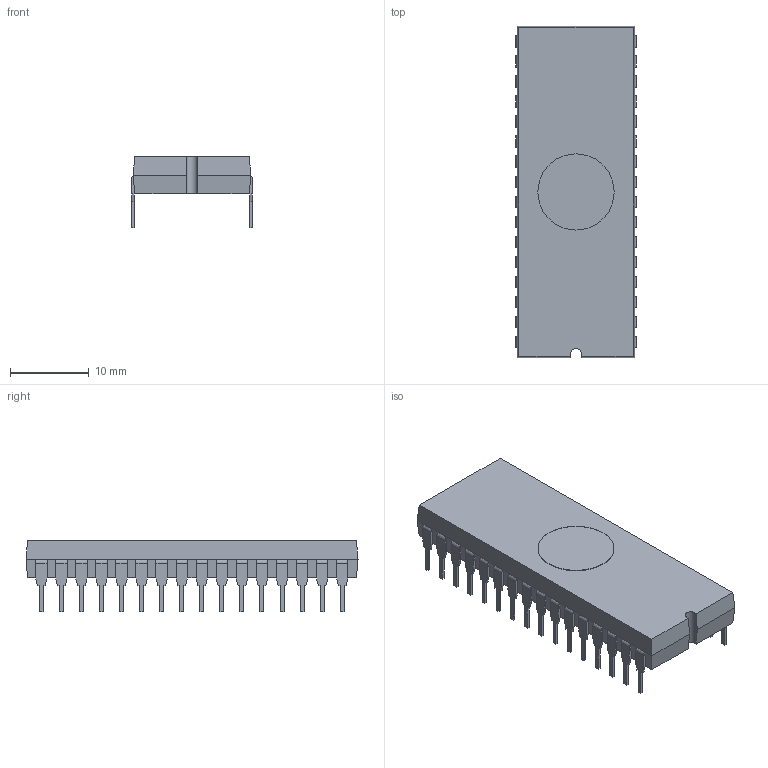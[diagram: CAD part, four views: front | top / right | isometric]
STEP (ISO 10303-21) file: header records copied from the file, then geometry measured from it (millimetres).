
FILE_DESCRIPTION (( 'STEP AP214' ), '1' );
FILE_NAME ('23C35F4E-5A1D-4FA7-B426-B2BD3E02ADED.STEP', '2008-07-03T18:21:02', ( 'SysAdmin' ), ( 'SolidWorks' ), 'SwSTEP 2.0', 'SolidWorks 2008', '' );
FILE_SCHEMA (( 'AUTOMOTIVE_DESIGN' ));
Length unit declared in the file: millimetre
Products named in the file (1): 23C35F4E-5A1D-4FA7-B426-B2BD3E02ADED
Bounding box: 15.29 x 42.04 x 9.09 mm (x, y, z)
Volume: 2957.5 mm3; surface area: 2169 mm2
Topology: 1 solids, 1 shells, 402 faces, 1097 edges, 730 vertices
Faces by surface type: plane 367, cylinder 35
Entity records: 12643 total; most frequent: CARTESIAN_POINT 2230, ORIENTED_EDGE 2194, DIRECTION 1973, EDGE_CURVE 1097, VECTOR 1027, LINE 1027, VERTEX_POINT 730, AXIS2_PLACEMENT_3D 473
